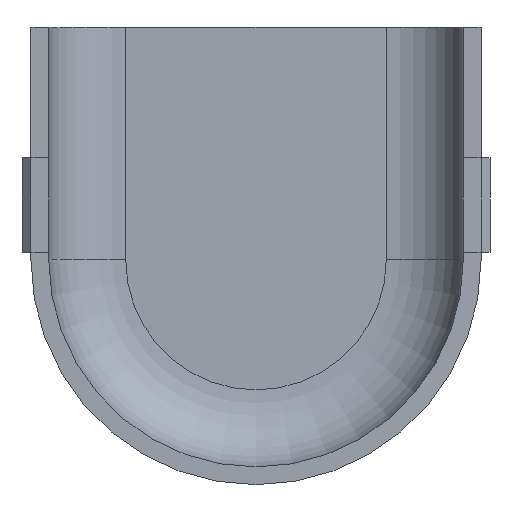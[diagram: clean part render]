
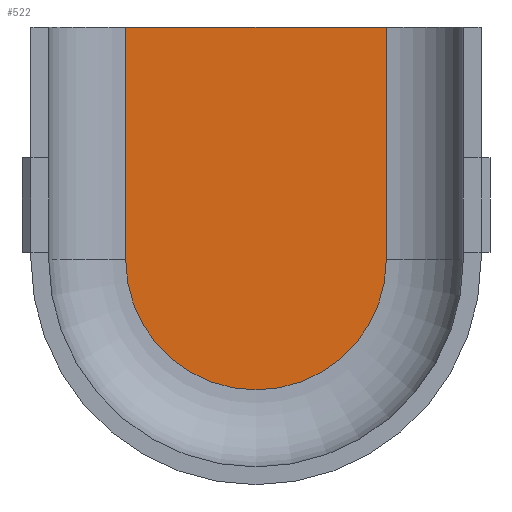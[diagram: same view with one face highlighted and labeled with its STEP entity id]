
A CAD part, front view. The second image highlights one B-rep face of the part: STEP entity #522.
In plain terms, the highlighted planar face has unit normal (0, -1, 0).
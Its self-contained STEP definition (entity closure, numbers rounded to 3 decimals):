
#29=CIRCLE('',#566,11.);
#56=FACE_OUTER_BOUND('',#84,.T.);
#84=EDGE_LOOP('',(#431,#432,#433,#434));
#135=LINE('',#828,#195);
#138=LINE('',#843,#198);
#143=LINE('',#852,#203);
#195=VECTOR('',#665,10.);
#198=VECTOR('',#682,10.);
#203=VECTOR('',#695,10.);
#245=VERTEX_POINT('',#824);
#247=VERTEX_POINT('',#827);
#250=VERTEX_POINT('',#834);
#252=VERTEX_POINT('',#840);
#306=EDGE_CURVE('',#247,#245,#135,.T.);
#311=EDGE_CURVE('',#250,#247,#29,.T.);
#314=EDGE_CURVE('',#252,#250,#138,.T.);
#319=EDGE_CURVE('',#252,#245,#143,.T.);
#431=ORIENTED_EDGE('',*,*,#314,.T.);
#432=ORIENTED_EDGE('',*,*,#311,.T.);
#433=ORIENTED_EDGE('',*,*,#306,.T.);
#434=ORIENTED_EDGE('',*,*,#319,.F.);
#498=PLANE('',#572);
#522=ADVANCED_FACE('',(#56),#498,.F.);
#566=AXIS2_PLACEMENT_3D('',#837,#675,#676);
#572=AXIS2_PLACEMENT_3D('',#851,#693,#694);
#665=DIRECTION('',(0.,0.,1.));
#675=DIRECTION('center_axis',(0.,-1.,0.));
#676=DIRECTION('ref_axis',(0.,0.,-1.));
#682=DIRECTION('',(0.,0.,-1.));
#693=DIRECTION('center_axis',(0.,1.,0.));
#694=DIRECTION('ref_axis',(-1.,0.,0.));
#695=DIRECTION('',(1.,0.,0.));
#824=CARTESIAN_POINT('',(11.,8.5,19.6));
#827=CARTESIAN_POINT('',(11.,8.5,0.));
#828=CARTESIAN_POINT('',(11.,8.5,9.95));
#834=CARTESIAN_POINT('',(-11.,8.5,0.));
#837=CARTESIAN_POINT('Origin',(0.,8.5,0.));
#840=CARTESIAN_POINT('',(-11.,8.5,19.6));
#843=CARTESIAN_POINT('',(-11.,8.5,0.15));
#851=CARTESIAN_POINT('Origin',(0.,8.5,0.3));
#852=CARTESIAN_POINT('',(-9.5,8.5,19.6));
